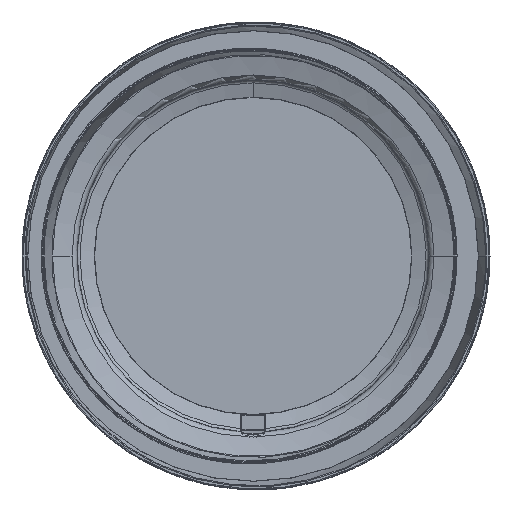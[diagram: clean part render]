
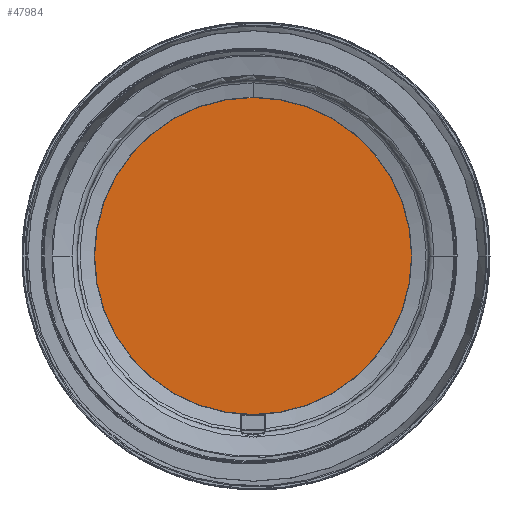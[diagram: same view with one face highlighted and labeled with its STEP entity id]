
A CAD part, front view. The second image highlights one B-rep face of the part: STEP entity #47984.
In plain terms, the highlighted planar face has unit normal (0, -1, 0).
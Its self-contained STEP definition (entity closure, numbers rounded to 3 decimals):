
#47893=CARTESIAN_POINT('',(0.,0.,0.));
#47894=DIRECTION('',(0.,-1.,0.));
#47895=DIRECTION('',(-1.,0.,0.));
#47896=AXIS2_PLACEMENT_3D('',#47893,#47894,#47895);
#47898=CARTESIAN_POINT('',(0.,0.,0.));
#47899=DIRECTION('',(0.,-1.,0.));
#47900=DIRECTION('',(1.,0.,0.));
#47901=AXIS2_PLACEMENT_3D('',#47898,#47899,#47900);
#47965=CARTESIAN_POINT('',(-234.5,0.,0.));
#47966=CARTESIAN_POINT('',(234.5,0.,0.));
#47967=VERTEX_POINT('',#47965);
#47968=VERTEX_POINT('',#47966);
#47973=CARTESIAN_POINT('',(0.,0.,0.));
#47974=DIRECTION('',(0.,1.,0.));
#47975=DIRECTION('',(1.,0.,0.));
#47976=AXIS2_PLACEMENT_3D('',#47973,#47974,#47975);
#47977=PLANE('',#47976);
#47979=ORIENTED_EDGE('',*,*,#47978,.F.);
#47981=ORIENTED_EDGE('',*,*,#47980,.F.);
#47982=EDGE_LOOP('',(#47979,#47981));
#47983=FACE_OUTER_BOUND('',#47982,.F.);
#47984=ADVANCED_FACE('',(#47983),#47977,.F.);
#47897=CIRCLE('',#47896,234.5);
#47902=CIRCLE('',#47901,234.5);
#47978=EDGE_CURVE('',#47967,#47968,#47897,.T.);
#47980=EDGE_CURVE('',#47968,#47967,#47902,.T.);
